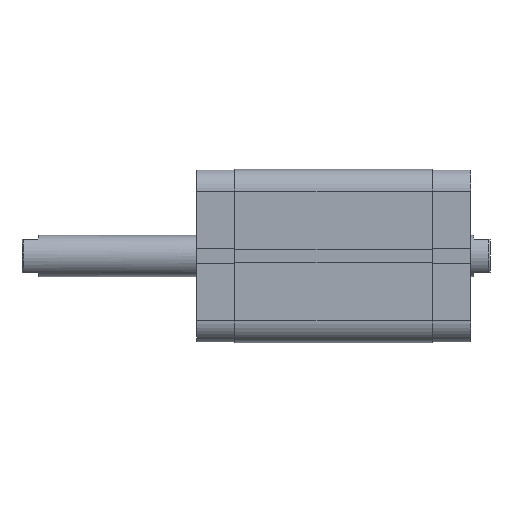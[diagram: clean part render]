
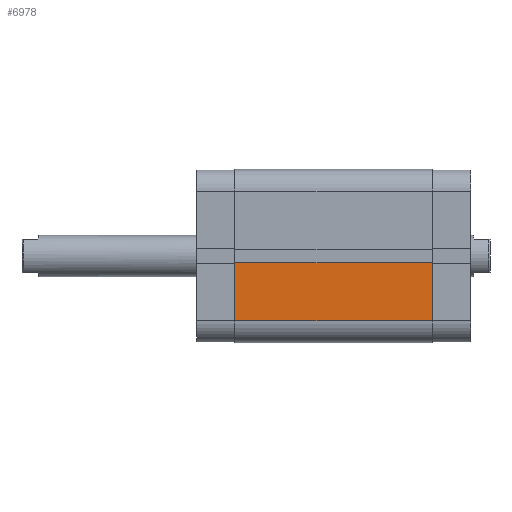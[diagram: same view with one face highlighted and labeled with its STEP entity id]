
A CAD part, front view. The second image highlights one B-rep face of the part: STEP entity #6978.
In plain terms, the highlighted planar face has unit normal (0, -1, 0).
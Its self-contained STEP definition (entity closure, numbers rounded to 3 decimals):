
#15 = EDGE_CURVE ( 'NONE', #833, #826, #3631, .T. ) ;
#281 = EDGE_CURVE ( 'NONE', #833, #821, #4051, .T. ) ;
#371 = EDGE_CURVE ( 'NONE', #826, #829, #4232, .T. ) ;
#373 = EDGE_CURVE ( 'NONE', #821, #829, #4235, .T. ) ;
#821 = VERTEX_POINT ( 'NONE', #4608 ) ;
#826 = VERTEX_POINT ( 'NONE', #4613 ) ;
#829 = VERTEX_POINT ( 'NONE', #4616 ) ;
#833 = VERTEX_POINT ( 'NONE', #4620 ) ;
#1112 = CARTESIAN_POINT ( 'NONE',  ( 0., -33.5, 76.5 ) ) ;
#1116 = DIRECTION ( 'NONE',  ( 1., 0., 0. ) ) ;
#1810 = CARTESIAN_POINT ( 'NONE',  ( -25., -33.5, 76.5 ) ) ;
#1811 = DIRECTION ( 'NONE',  ( 0., 0., -1. ) ) ;
#2028 = CARTESIAN_POINT ( 'NONE',  ( -2.6, -33.5, 76.5 ) ) ;
#2029 = DIRECTION ( 'NONE',  ( 0., 0., -1. ) ) ;
#2032 = CARTESIAN_POINT ( 'NONE',  ( 0., -33.5, 0. ) ) ;
#2296 = EDGE_LOOP ( 'NONE', ( #3581, #3580, #3579, #3578 ) ) ;
#3071 = AXIS2_PLACEMENT_3D ( 'NONE', #5498, #5501, #5502 ) ;
#3578 = ORIENTED_EDGE ( 'NONE', *, *, #281, .T. ) ;
#3579 = ORIENTED_EDGE ( 'NONE', *, *, #15, .F. ) ;
#3580 = ORIENTED_EDGE ( 'NONE', *, *, #371, .F. ) ;
#3581 = ORIENTED_EDGE ( 'NONE', *, *, #373, .T. ) ;
#3631 = LINE ( 'NONE', #1112, #3637 ) ;
#3637 = VECTOR ( 'NONE', #1116, 1000. ) ;
#4051 = LINE ( 'NONE', #1810, #4079 ) ;
#4079 = VECTOR ( 'NONE', #1811, 1000. ) ;
#4232 = LINE ( 'NONE', #2028, #4233 ) ;
#4233 = VECTOR ( 'NONE', #2029, 1000. ) ;
#4235 = LINE ( 'NONE', #2032, #4236 ) ;
#4236 = VECTOR ( 'NONE', #4485, 1000. ) ;
#4485 = DIRECTION ( 'NONE',  ( 1., 0., 0. ) ) ;
#4608 = CARTESIAN_POINT ( 'NONE',  ( -25., -33.5, 0. ) ) ;
#4613 = CARTESIAN_POINT ( 'NONE',  ( -2.6, -33.5, 76.5 ) ) ;
#4616 = CARTESIAN_POINT ( 'NONE',  ( -2.6, -33.5, 0. ) ) ;
#4620 = CARTESIAN_POINT ( 'NONE',  ( -25., -33.5, 76.5 ) ) ;
#5498 = CARTESIAN_POINT ( 'NONE',  ( 0., -33.5, 76.5 ) ) ;
#5499 = PLANE ( 'NONE',  #3071 ) ;
#5501 = DIRECTION ( 'NONE',  ( 0., 1., 0. ) ) ;
#5502 = DIRECTION ( 'NONE',  ( 0., 0., 1. ) ) ;
#5923 = FACE_OUTER_BOUND ( 'NONE', #2296, .T. ) ;
#6978 = ADVANCED_FACE ( 'NONE', ( #5923 ), #5499, .F. ) ;
